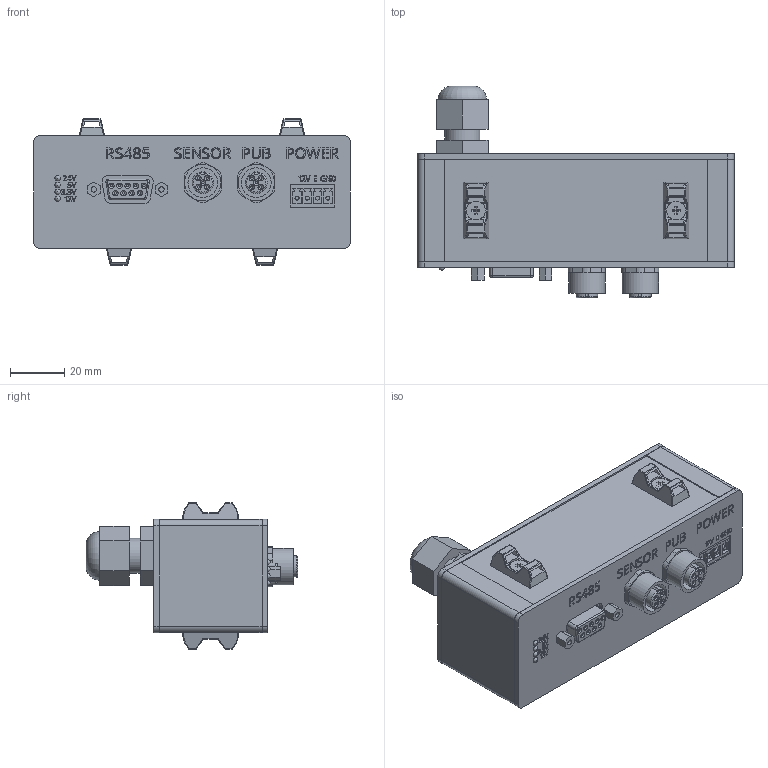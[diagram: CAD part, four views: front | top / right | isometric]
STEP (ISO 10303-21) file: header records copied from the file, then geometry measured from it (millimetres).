
FILE_DESCRIPTION(/* description */ ('STEP AP242','CAx-IF Rec.Pracs.---Representation and Presentation of Product Manufacturing Information (PMI)---4.0---2014-10-13','CAx-IF Rec.Pracs.---3D Tessellated Geometry---0.4---2014-09-14','2;1'),/* implementation_level */ '2;1');
FILE_NAME(/* name */ '65ae7f53ac827928065f5824',/* time_stamp */ '2024-01-22T14:44:37Z',/* author */ (''),/* organization */ (''),/* preprocessor_version */ 'ST-DEVELOPER v19.4',/* originating_system */ ' ',/* authorisation */ ' ');
FILE_SCHEMA (('AP242_MANAGED_MODEL_BASED_3D_ENGINEERING_MIM_LF { 1 0 10303 442 1 1 4 }'));
Length unit declared in the file: metre
Products named in the file (1): BB
Bounding box: 117 x 78.25 x 54 mm (x, y, z)
Volume: 212955.3 mm3; surface area: 30292.1 mm2
Topology: 1 solids, 1 shells, 1656 faces, 4355 edges, 2805 vertices
Faces by surface type: plane 925, bspline 478, cylinder 189, sphere 36, torus 28
Full cylindrical faces by diameter (mm): 1 x19, 1.5 x10, 2 x2, 3 x4, 7 x4, 7.5 x1, 11 x2, 13 x1, 13.5 x2
Entity records: 56289 total; most frequent: CARTESIAN_POINT 13998, ORIENTED_EDGE 8468, DIRECTION 6087, EDGE_CURVE 4234, LINE 2851, VECTOR 2851, VERTEX_POINT 2785, EDGE_LOOP 1877
